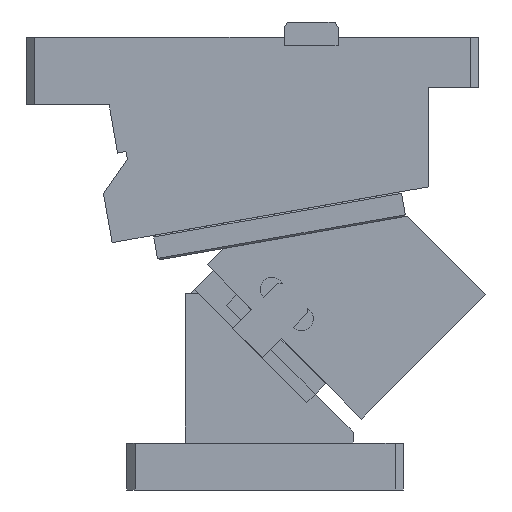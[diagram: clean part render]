
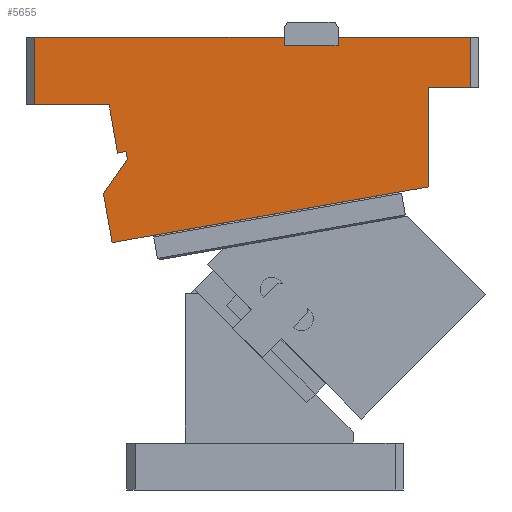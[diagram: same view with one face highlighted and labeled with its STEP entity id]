
A CAD part, front view. The second image highlights one B-rep face of the part: STEP entity #5655.
In plain terms, the highlighted planar face has unit normal (0, -1, 0).
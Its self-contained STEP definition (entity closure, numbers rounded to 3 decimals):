
#5001=CARTESIAN_POINT('Vertex',(205.,0.,240.)) ;
#5004=CARTESIAN_POINT('Line Origine',(192.5,0.,240.)) ;
#5008=CARTESIAN_POINT('Vertex',(180.,0.,240.)) ;
#5166=CARTESIAN_POINT('Line Origine',(205.,0.,255.)) ;
#5170=CARTESIAN_POINT('Vertex',(205.,0.,270.)) ;
#5475=CARTESIAN_POINT('Vertex',(126.,0.,265.)) ;
#5478=CARTESIAN_POINT('Line Origine',(126.,0.,267.5)) ;
#5482=CARTESIAN_POINT('Vertex',(126.,0.,270.)) ;
#5497=CARTESIAN_POINT('Axis2P3D Location',(-3.13,0.,179.825)) ;
#5502=CARTESIAN_POINT('Line Origine',(-2.911,0.,201.29)) ;
#5506=CARTESIAN_POINT('Vertex',(-0.449,0.,201.725)) ;
#5508=CARTESIAN_POINT('Vertex',(-5.373,0.,200.856)) ;
#5511=CARTESIAN_POINT('Line Origine',(-0.015,0.,199.263)) ;
#5515=CARTESIAN_POINT('Vertex',(0.419,0.,196.8)) ;
#5518=CARTESIAN_POINT('Line Origine',(0.173,0.,196.757)) ;
#5522=CARTESIAN_POINT('Vertex',(-0.073,0.,196.714)) ;
#5525=CARTESIAN_POINT('Line Origine',(-6.968,0.,186.867)) ;
#5529=CARTESIAN_POINT('Vertex',(-13.863,0.,177.02)) ;
#5532=CARTESIAN_POINT('Line Origine',(-11.258,0.,162.248)) ;
#5536=CARTESIAN_POINT('Vertex',(-8.654,0.,147.476)) ;
#5539=CARTESIAN_POINT('Line Origine',(-0.037,0.,148.995)) ;
#5543=CARTESIAN_POINT('Vertex',(8.581,0.,150.515)) ;
#5546=CARTESIAN_POINT('Line Origine',(9.565,0.,150.688)) ;
#5550=CARTESIAN_POINT('Vertex',(10.55,0.,150.862)) ;
#5553=CARTESIAN_POINT('Line Origine',(89.335,0.,164.754)) ;
#5557=CARTESIAN_POINT('Vertex',(168.119,0.,178.646)) ;
#5560=CARTESIAN_POINT('Line Origine',(174.06,0.,179.693)) ;
#5564=CARTESIAN_POINT('Vertex',(180.,0.,180.74)) ;
#5567=CARTESIAN_POINT('Line Origine',(180.,0.,210.37)) ;
#5572=CARTESIAN_POINT('Line Origine',(165.5,0.,270.)) ;
#5577=CARTESIAN_POINT('Line Origine',(110.,0.,265.)) ;
#5581=CARTESIAN_POINT('Vertex',(94.,0.,265.)) ;
#5584=CARTESIAN_POINT('Line Origine',(94.,0.,267.5)) ;
#5588=CARTESIAN_POINT('Vertex',(94.,0.,270.)) ;
#5591=CARTESIAN_POINT('Line Origine',(52.,0.,270.)) ;
#5595=CARTESIAN_POINT('Vertex',(10.,0.,270.)) ;
#5598=CARTESIAN_POINT('Line Origine',(-22.5,0.,270.)) ;
#5602=CARTESIAN_POINT('Vertex',(-55.,0.,270.)) ;
#5605=CARTESIAN_POINT('Line Origine',(-55.,0.,250.)) ;
#5609=CARTESIAN_POINT('Vertex',(-55.,0.,230.)) ;
#5612=CARTESIAN_POINT('Line Origine',(-32.5,0.,230.)) ;
#5616=CARTESIAN_POINT('Vertex',(-10.,0.,230.)) ;
#5619=CARTESIAN_POINT('Line Origine',(-10.,0.,228.548)) ;
#5623=CARTESIAN_POINT('Vertex',(-10.,0.,227.096)) ;
#5626=CARTESIAN_POINT('Line Origine',(-7.687,0.,213.976)) ;
#5005=DIRECTION('Vector Direction',(1.,0.,0.)) ;
#5167=DIRECTION('Vector Direction',(0.,0.,1.)) ;
#5479=DIRECTION('Vector Direction',(0.,0.,1.)) ;
#5498=DIRECTION('Axis2P3D Direction',(0.,-1.,0.)) ;
#5499=DIRECTION('Axis2P3D XDirection',(0.766,0.,-0.643)) ;
#5503=DIRECTION('Vector Direction',(-0.985,0.,-0.174)) ;
#5512=DIRECTION('Vector Direction',(0.174,0.,-0.985)) ;
#5519=DIRECTION('Vector Direction',(-0.985,0.,-0.174)) ;
#5526=DIRECTION('Vector Direction',(-0.574,0.,-0.819)) ;
#5533=DIRECTION('Vector Direction',(0.174,0.,-0.985)) ;
#5540=DIRECTION('Vector Direction',(0.985,0.,0.174)) ;
#5547=DIRECTION('Vector Direction',(-0.985,0.,-0.174)) ;
#5554=DIRECTION('Vector Direction',(-0.985,0.,-0.174)) ;
#5561=DIRECTION('Vector Direction',(0.985,0.,0.174)) ;
#5568=DIRECTION('Vector Direction',(0.,0.,1.)) ;
#5573=DIRECTION('Vector Direction',(1.,0.,0.)) ;
#5578=DIRECTION('Vector Direction',(-1.,0.,0.)) ;
#5585=DIRECTION('Vector Direction',(0.,0.,1.)) ;
#5592=DIRECTION('Vector Direction',(1.,0.,0.)) ;
#5599=DIRECTION('Vector Direction',(1.,0.,0.)) ;
#5606=DIRECTION('Vector Direction',(0.,0.,-1.)) ;
#5613=DIRECTION('Vector Direction',(1.,0.,0.)) ;
#5620=DIRECTION('Vector Direction',(0.,0.,1.)) ;
#5627=DIRECTION('Vector Direction',(-0.174,0.,0.985)) ;
#5500=AXIS2_PLACEMENT_3D('Plane Axis2P3D',#5497,#5498,#5499) ;
#5632=ORIENTED_EDGE('',*,*,#5510,.F.) ;
#5633=ORIENTED_EDGE('',*,*,#5517,.T.) ;
#5634=ORIENTED_EDGE('',*,*,#5524,.T.) ;
#5635=ORIENTED_EDGE('',*,*,#5531,.F.) ;
#5636=ORIENTED_EDGE('',*,*,#5538,.T.) ;
#5637=ORIENTED_EDGE('',*,*,#5545,.T.) ;
#5638=ORIENTED_EDGE('',*,*,#5552,.F.) ;
#5639=ORIENTED_EDGE('',*,*,#5559,.F.) ;
#5640=ORIENTED_EDGE('',*,*,#5566,.T.) ;
#5641=ORIENTED_EDGE('',*,*,#5571,.T.) ;
#5642=ORIENTED_EDGE('',*,*,#5010,.T.) ;
#5643=ORIENTED_EDGE('',*,*,#5172,.T.) ;
#5644=ORIENTED_EDGE('',*,*,#5576,.F.) ;
#5645=ORIENTED_EDGE('',*,*,#5484,.F.) ;
#5646=ORIENTED_EDGE('',*,*,#5583,.T.) ;
#5647=ORIENTED_EDGE('',*,*,#5590,.T.) ;
#5648=ORIENTED_EDGE('',*,*,#5597,.F.) ;
#5649=ORIENTED_EDGE('',*,*,#5604,.F.) ;
#5650=ORIENTED_EDGE('',*,*,#5611,.T.) ;
#5651=ORIENTED_EDGE('',*,*,#5618,.F.) ;
#5652=ORIENTED_EDGE('',*,*,#5625,.F.) ;
#5653=ORIENTED_EDGE('',*,*,#5630,.F.) ;
#5006=VECTOR('Line Direction',#5005,1.) ;
#5168=VECTOR('Line Direction',#5167,1.) ;
#5480=VECTOR('Line Direction',#5479,1.) ;
#5504=VECTOR('Line Direction',#5503,1.) ;
#5513=VECTOR('Line Direction',#5512,1.) ;
#5520=VECTOR('Line Direction',#5519,1.) ;
#5527=VECTOR('Line Direction',#5526,1.) ;
#5534=VECTOR('Line Direction',#5533,1.) ;
#5541=VECTOR('Line Direction',#5540,1.) ;
#5548=VECTOR('Line Direction',#5547,1.) ;
#5555=VECTOR('Line Direction',#5554,1.) ;
#5562=VECTOR('Line Direction',#5561,1.) ;
#5569=VECTOR('Line Direction',#5568,1.) ;
#5574=VECTOR('Line Direction',#5573,1.) ;
#5579=VECTOR('Line Direction',#5578,1.) ;
#5586=VECTOR('Line Direction',#5585,1.) ;
#5593=VECTOR('Line Direction',#5592,1.) ;
#5600=VECTOR('Line Direction',#5599,1.) ;
#5607=VECTOR('Line Direction',#5606,1.) ;
#5614=VECTOR('Line Direction',#5613,1.) ;
#5621=VECTOR('Line Direction',#5620,1.) ;
#5628=VECTOR('Line Direction',#5627,1.) ;
#5655=ADVANCED_FACE('CAM HOLDER',(#5654),#5501,.T.) ;
#5010=EDGE_CURVE('',#5009,#5002,#5007,.T.) ;
#5172=EDGE_CURVE('',#5002,#5171,#5169,.T.) ;
#5484=EDGE_CURVE('',#5476,#5483,#5481,.T.) ;
#5510=EDGE_CURVE('',#5507,#5509,#5505,.T.) ;
#5517=EDGE_CURVE('',#5507,#5516,#5514,.T.) ;
#5524=EDGE_CURVE('',#5516,#5523,#5521,.T.) ;
#5531=EDGE_CURVE('',#5530,#5523,#5528,.F.) ;
#5538=EDGE_CURVE('',#5530,#5537,#5535,.T.) ;
#5545=EDGE_CURVE('',#5537,#5544,#5542,.T.) ;
#5552=EDGE_CURVE('',#5551,#5544,#5549,.T.) ;
#5559=EDGE_CURVE('',#5558,#5551,#5556,.T.) ;
#5566=EDGE_CURVE('',#5558,#5565,#5563,.T.) ;
#5571=EDGE_CURVE('',#5565,#5009,#5570,.T.) ;
#5576=EDGE_CURVE('',#5483,#5171,#5575,.T.) ;
#5583=EDGE_CURVE('',#5476,#5582,#5580,.T.) ;
#5590=EDGE_CURVE('',#5582,#5589,#5587,.T.) ;
#5597=EDGE_CURVE('',#5596,#5589,#5594,.T.) ;
#5604=EDGE_CURVE('',#5603,#5596,#5601,.T.) ;
#5611=EDGE_CURVE('',#5603,#5610,#5608,.T.) ;
#5618=EDGE_CURVE('',#5617,#5610,#5615,.F.) ;
#5625=EDGE_CURVE('',#5624,#5617,#5622,.T.) ;
#5630=EDGE_CURVE('',#5509,#5624,#5629,.T.) ;
#5631=EDGE_LOOP('',(#5632,#5633,#5634,#5635,#5636,#5637,#5638,#5639,#5640,#5641,#5642,#5643,#5644,#5645,#5646,#5647,#5648,#5649,#5650,#5651,#5652,#5653)) ;
#5654=FACE_OUTER_BOUND('',#5631,.T.) ;
#5007=LINE('Line',#5004,#5006) ;
#5169=LINE('Line',#5166,#5168) ;
#5481=LINE('Line',#5478,#5480) ;
#5505=LINE('Line',#5502,#5504) ;
#5514=LINE('Line',#5511,#5513) ;
#5521=LINE('Line',#5518,#5520) ;
#5528=LINE('Line',#5525,#5527) ;
#5535=LINE('Line',#5532,#5534) ;
#5542=LINE('Line',#5539,#5541) ;
#5549=LINE('Line',#5546,#5548) ;
#5556=LINE('Line',#5553,#5555) ;
#5563=LINE('Line',#5560,#5562) ;
#5570=LINE('Line',#5567,#5569) ;
#5575=LINE('Line',#5572,#5574) ;
#5580=LINE('Line',#5577,#5579) ;
#5587=LINE('Line',#5584,#5586) ;
#5594=LINE('Line',#5591,#5593) ;
#5601=LINE('Line',#5598,#5600) ;
#5608=LINE('Line',#5605,#5607) ;
#5615=LINE('Line',#5612,#5614) ;
#5622=LINE('Line',#5619,#5621) ;
#5629=LINE('Line',#5626,#5628) ;
#5501=PLANE('Plane',#5500) ;
#5002=VERTEX_POINT('',#5001) ;
#5009=VERTEX_POINT('',#5008) ;
#5171=VERTEX_POINT('',#5170) ;
#5476=VERTEX_POINT('',#5475) ;
#5483=VERTEX_POINT('',#5482) ;
#5507=VERTEX_POINT('',#5506) ;
#5509=VERTEX_POINT('',#5508) ;
#5516=VERTEX_POINT('',#5515) ;
#5523=VERTEX_POINT('',#5522) ;
#5530=VERTEX_POINT('',#5529) ;
#5537=VERTEX_POINT('',#5536) ;
#5544=VERTEX_POINT('',#5543) ;
#5551=VERTEX_POINT('',#5550) ;
#5558=VERTEX_POINT('',#5557) ;
#5565=VERTEX_POINT('',#5564) ;
#5582=VERTEX_POINT('',#5581) ;
#5589=VERTEX_POINT('',#5588) ;
#5596=VERTEX_POINT('',#5595) ;
#5603=VERTEX_POINT('',#5602) ;
#5610=VERTEX_POINT('',#5609) ;
#5617=VERTEX_POINT('',#5616) ;
#5624=VERTEX_POINT('',#5623) ;
